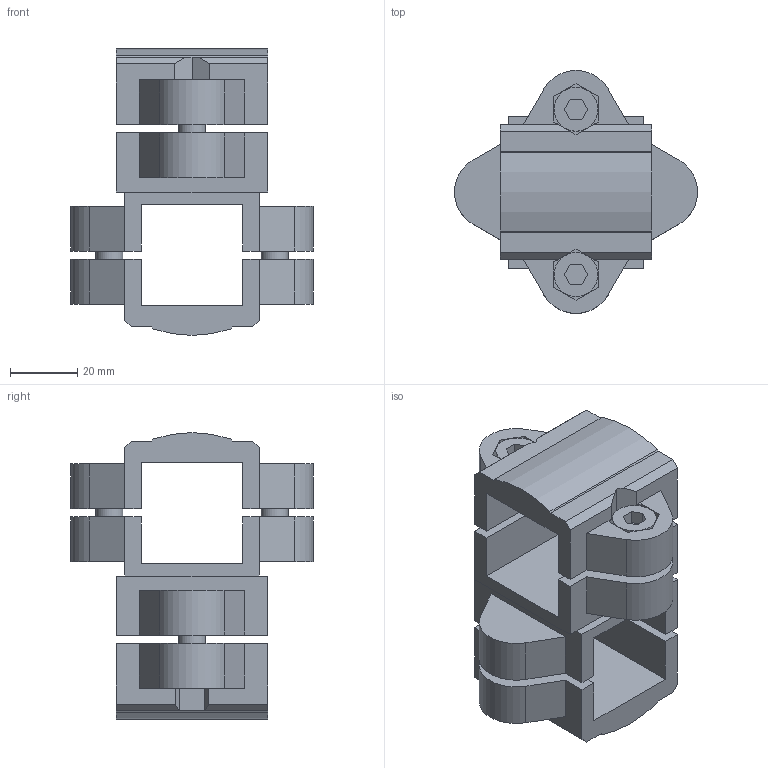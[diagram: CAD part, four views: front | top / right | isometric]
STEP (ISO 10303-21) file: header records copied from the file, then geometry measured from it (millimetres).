
FILE_DESCRIPTION( ( 'STEP AP214' ), '1' );
FILE_NAME( 'K0473.3030.stp', '2020-12-08T09:31:50', ( '' ), ( '' ), ' ', 'PARTsolutions', ' ' );
FILE_SCHEMA( ( 'AUTOMOTIVE_DESIGN { 1 0 10303 214 1 1 1 1 }' ) );
Length unit declared in the file: millimetre
Products named in the file (1): _K0473.3030
Bounding box: 72 x 72 x 85 mm (x, y, z)
Volume: 99197.2 mm3; surface area: 35781.3 mm2
Topology: 1 solids, 1 shells, 162 faces, 444 edges, 296 vertices
Faces by surface type: plane 144, cylinder 18
Full cylindrical faces by diameter (mm): 8 x4, 13 x4
Entity records: 6308 total; most frequent: CARTESIAN_POINT 887, ORIENTED_EDGE 864, DIRECTION 794, EDGE_CURVE 432, LINE 396, VECTOR 396, VERTEX_POINT 292, AXIS2_PLACEMENT_3D 199
